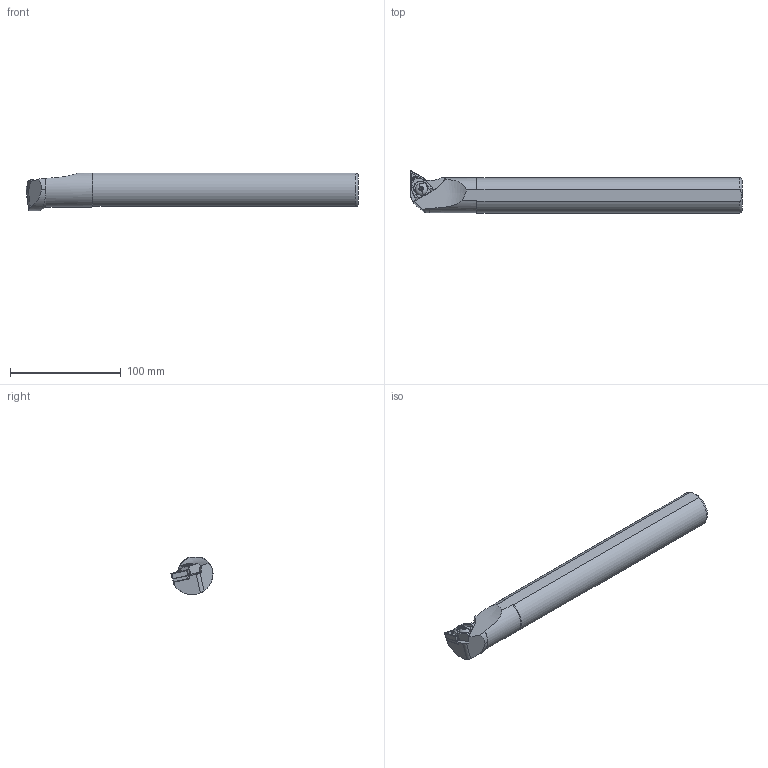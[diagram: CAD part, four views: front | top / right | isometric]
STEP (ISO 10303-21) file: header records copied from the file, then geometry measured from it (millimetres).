
FILE_DESCRIPTION (( 'STEP AP214' ), '1' );
FILE_NAME ('S32T-MTFNL-16-LIGHT.STP', '2023-10-23T07:41:22', ( '' ), ( '' ), 'SwSTEP 2.0', 'SolidWorks 2018', '' );
FILE_SCHEMA (( 'AUTOMOTIVE_DESIGN' ));
Length unit declared in the file: millimetre
Products named in the file (1): S32T-MTFNL-16-LIGHT
Bounding box: 300 x 38 x 33.85 mm (x, y, z)
Volume: 227991.6 mm3; surface area: 32763.7 mm2
Topology: 2 solids, 2 shells, 220 faces, 550 edges, 338 vertices
Faces by surface type: plane 101, cylinder 57, cone 30, torus 20, bspline 10, sphere 2
Entity records: 8725 total; most frequent: CARTESIAN_POINT 2734, ORIENTED_EDGE 1084, DIRECTION 1019, EDGE_CURVE 542, AXIS2_PLACEMENT_3D 373, VERTEX_POINT 338, VECTOR 273, LINE 273
